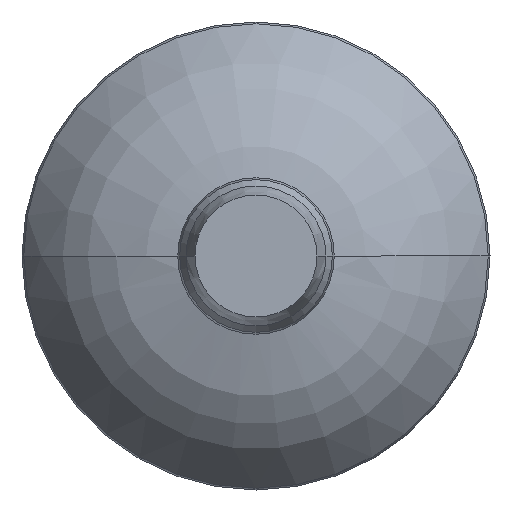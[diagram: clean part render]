
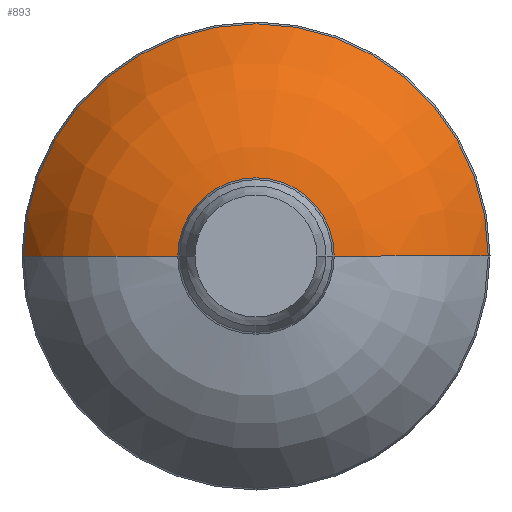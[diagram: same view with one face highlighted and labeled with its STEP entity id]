
A CAD part, left-side view. The second image highlights one B-rep face of the part: STEP entity #893.
In plain terms, the highlighted toroidal (fillet/blend) face has major radius 1.149 mm and minor radius 3.959 mm.
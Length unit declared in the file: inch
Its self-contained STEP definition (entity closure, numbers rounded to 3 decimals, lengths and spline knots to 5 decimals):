
#48 = DIRECTION ( 'NONE',  ( 1., 0., 0. ) ) ;
#57 = CARTESIAN_POINT ( 'NONE',  ( -0.01767, 0., 0. ) ) ;
#64 = CARTESIAN_POINT ( 'NONE',  ( -0.099, 0., 0. ) ) ;
#77 = CIRCLE ( 'NONE', #576, 0.18257 ) ;
#101 = DIRECTION ( 'NONE',  ( 0., 0., -1. ) ) ;
#116 = VERTEX_POINT ( 'NONE', #375 ) ;
#127 = ORIENTED_EDGE ( 'NONE', *, *, #691, .F. ) ;
#129 = CARTESIAN_POINT ( 'NONE',  ( 0.056, 0., 0. ) ) ;
#167 = EDGE_CURVE ( 'NONE', #169, #116, #246, .T. ) ;
#169 = VERTEX_POINT ( 'NONE', #662 ) ;
#175 = DIRECTION ( 'NONE',  ( 0., 0., 1. ) ) ;
#214 = CIRCLE ( 'NONE', #223, 0.0615 ) ;
#223 = AXIS2_PLACEMENT_3D ( 'NONE', #64, #480, #813 ) ;
#246 = CIRCLE ( 'NONE', #741, 0.15585 ) ;
#259 = EDGE_LOOP ( 'NONE', ( #535, #267, #504, #127 ) ) ;
#267 = ORIENTED_EDGE ( 'NONE', *, *, #167, .T. ) ;
#324 = TOROIDAL_SURFACE ( 'NONE', #401, 0.04523, 0.15585 ) ;
#375 = CARTESIAN_POINT ( 'NONE',  ( -0.01767, -0.18257, 0. ) ) ;
#401 = AXIS2_PLACEMENT_3D ( 'NONE', #129, #48, #677 ) ;
#480 = DIRECTION ( 'NONE',  ( 1., 0., 0. ) ) ;
#504 = ORIENTED_EDGE ( 'NONE', *, *, #786, .F. ) ;
#514 = DIRECTION ( 'NONE',  ( 0., -1., 0. ) ) ;
#518 = CARTESIAN_POINT ( 'NONE',  ( 0.056, -0.04523, 0. ) ) ;
#535 = ORIENTED_EDGE ( 'NONE', *, *, #863, .T. ) ;
#539 = DIRECTION ( 'NONE',  ( 1., 0., 0. ) ) ;
#576 = AXIS2_PLACEMENT_3D ( 'NONE', #57, #539, #604 ) ;
#604 = DIRECTION ( 'NONE',  ( 0., 1., 0. ) ) ;
#610 = CIRCLE ( 'NONE', #886, 0.15585 ) ;
#652 = CARTESIAN_POINT ( 'NONE',  ( -0.01767, 0.18257, 0. ) ) ;
#662 = CARTESIAN_POINT ( 'NONE',  ( -0.099, -0.0615, 0. ) ) ;
#665 = VERTEX_POINT ( 'NONE', #652 ) ;
#675 = VERTEX_POINT ( 'NONE', #784 ) ;
#677 = DIRECTION ( 'NONE',  ( 0., 1., 0. ) ) ;
#691 = EDGE_CURVE ( 'NONE', #675, #665, #610, .T. ) ;
#733 = CARTESIAN_POINT ( 'NONE',  ( 0.056, 0.04523, 0. ) ) ;
#741 = AXIS2_PLACEMENT_3D ( 'NONE', #518, #175, #514 ) ;
#759 = FACE_OUTER_BOUND ( 'NONE', #259, .T. ) ;
#784 = CARTESIAN_POINT ( 'NONE',  ( -0.099, 0.0615, 0. ) ) ;
#786 = EDGE_CURVE ( 'NONE', #665, #116, #77, .T. ) ;
#813 = DIRECTION ( 'NONE',  ( 0., 1., 0. ) ) ;
#860 = DIRECTION ( 'NONE',  ( -1., 0., 0. ) ) ;
#863 = EDGE_CURVE ( 'NONE', #675, #169, #214, .T. ) ;
#886 = AXIS2_PLACEMENT_3D ( 'NONE', #733, #101, #860 ) ;
#893 = ADVANCED_FACE ( 'NONE', ( #759 ), #324, .T. ) ;
